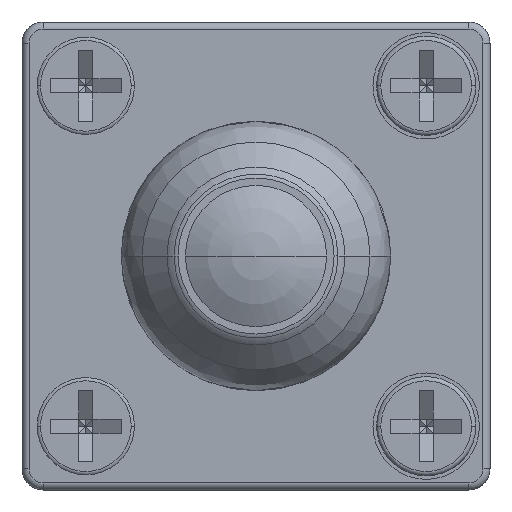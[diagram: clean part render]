
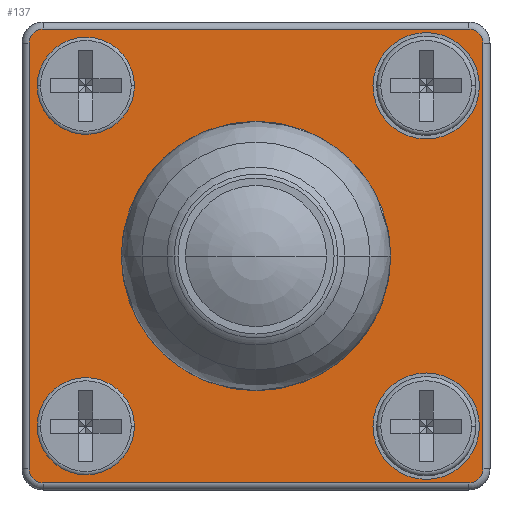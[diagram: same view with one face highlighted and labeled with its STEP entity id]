
A CAD part, front view. The second image highlights one B-rep face of the part: STEP entity #137.
In plain terms, the highlighted planar face has unit normal (0, -1, 0).
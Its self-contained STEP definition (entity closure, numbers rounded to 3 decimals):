
#137=ADVANCED_FACE('',(#576,#577,#578,#579,#580,#581),#582,.T.);
#576=FACE_OUTER_BOUND('',#1439,.T.);
#577=FACE_BOUND('',#1440,.T.);
#578=FACE_BOUND('',#1441,.T.);
#579=FACE_BOUND('',#1442,.T.);
#580=FACE_BOUND('',#1443,.T.);
#581=FACE_BOUND('',#1444,.T.);
#582=PLANE('',#1445);
#1439=EDGE_LOOP('',(#2614,#2615,#2616,#2617,#2618,#2619,#2620,#2621));
#1440=EDGE_LOOP('',(#2622,#2623));
#1441=EDGE_LOOP('',(#2624,#2625));
#1442=EDGE_LOOP('',(#2626,#2627));
#1443=EDGE_LOOP('',(#2628,#2629));
#1444=EDGE_LOOP('',(#2630,#2631));
#1445=AXIS2_PLACEMENT_3D('',#2632,#2633,#2634);
#2614=ORIENTED_EDGE('',*,*,#5364,.T.);
#2615=ORIENTED_EDGE('',*,*,#5423,.F.);
#2616=ORIENTED_EDGE('',*,*,#5407,.T.);
#2617=ORIENTED_EDGE('',*,*,#5405,.F.);
#2618=ORIENTED_EDGE('',*,*,#5424,.T.);
#2619=ORIENTED_EDGE('',*,*,#5425,.F.);
#2620=ORIENTED_EDGE('',*,*,#5426,.T.);
#2621=ORIENTED_EDGE('',*,*,#5366,.F.);
#2622=ORIENTED_EDGE('',*,*,#5427,.F.);
#2623=ORIENTED_EDGE('',*,*,#5428,.F.);
#2624=ORIENTED_EDGE('',*,*,#5429,.F.);
#2625=ORIENTED_EDGE('',*,*,#5430,.F.);
#2626=ORIENTED_EDGE('',*,*,#5431,.F.);
#2627=ORIENTED_EDGE('',*,*,#5432,.F.);
#2628=ORIENTED_EDGE('',*,*,#5433,.F.);
#2629=ORIENTED_EDGE('',*,*,#5434,.F.);
#2630=ORIENTED_EDGE('',*,*,#5435,.F.);
#2631=ORIENTED_EDGE('',*,*,#5436,.F.);
#2632=CARTESIAN_POINT('',(-16.5,0.0,0.0));
#2633=DIRECTION('',(0.0,-1.0,0.0));
#2634=DIRECTION('',(0.0,0.0,-1.0));
#5364=EDGE_CURVE('',#6271,#6269,#6272,.T.);
#5366=EDGE_CURVE('',#6271,#6274,#6275,.T.);
#5405=EDGE_CURVE('',#6338,#6340,#6341,.T.);
#5407=EDGE_CURVE('',#6343,#6340,#6344,.T.);
#5423=EDGE_CURVE('',#6343,#6269,#6367,.T.);
#5424=EDGE_CURVE('',#6338,#6368,#6369,.T.);
#5425=EDGE_CURVE('',#6370,#6368,#6371,.T.);
#5426=EDGE_CURVE('',#6370,#6274,#6372,.T.);
#5427=EDGE_CURVE('',#6373,#6374,#6375,.T.);
#5428=EDGE_CURVE('',#6374,#6373,#6376,.T.);
#5429=EDGE_CURVE('',#6377,#6378,#6379,.T.);
#5430=EDGE_CURVE('',#6378,#6377,#6380,.T.);
#5431=EDGE_CURVE('',#6381,#6382,#6383,.T.);
#5432=EDGE_CURVE('',#6382,#6381,#6384,.T.);
#5433=EDGE_CURVE('',#6385,#6386,#6387,.T.);
#5434=EDGE_CURVE('',#6386,#6385,#6388,.T.);
#5435=EDGE_CURVE('',#6389,#6390,#6391,.T.);
#5436=EDGE_CURVE('',#6390,#6389,#6392,.T.);
#6269=VERTEX_POINT('',#7663);
#6271=VERTEX_POINT('',#7665);
#6272=LINE('',#7666,#7667);
#6274=VERTEX_POINT('',#7669);
#6275=CIRCLE('',#7670,1.);
#6338=VERTEX_POINT('',#7753);
#6340=VERTEX_POINT('',#7755);
#6341=CIRCLE('',#7756,1.);
#6343=VERTEX_POINT('',#7758);
#6344=LINE('',#7759,#7760);
#6367=CIRCLE('',#7793,1.);
#6368=VERTEX_POINT('',#7794);
#6369=LINE('',#7795,#7796);
#6370=VERTEX_POINT('',#7797);
#6371=CIRCLE('',#7798,1.);
#6372=LINE('',#7799,#7800);
#6373=VERTEX_POINT('',#7801);
#6374=VERTEX_POINT('',#7802);
#6375=CIRCLE('',#7803,3.75);
#6376=CIRCLE('',#7804,3.75);
#6377=VERTEX_POINT('',#7805);
#6378=VERTEX_POINT('',#7806);
#6379=CIRCLE('',#7807,3.425);
#6380=CIRCLE('',#7808,3.425);
#6381=VERTEX_POINT('',#7809);
#6382=VERTEX_POINT('',#7810);
#6383=CIRCLE('',#7811,3.75);
#6384=CIRCLE('',#7812,3.75);
#6385=VERTEX_POINT('',#7813);
#6386=VERTEX_POINT('',#7814);
#6387=CIRCLE('',#7815,3.425);
#6388=CIRCLE('',#7816,3.425);
#6389=VERTEX_POINT('',#7817);
#6390=VERTEX_POINT('',#7818);
#6391=CIRCLE('',#7819,9.5);
#6392=CIRCLE('',#7820,9.5);
#7663=CARTESIAN_POINT('',(15.,0.,0.5));
#7665=CARTESIAN_POINT('',(-15.,0.0,0.5));
#7666=CARTESIAN_POINT('',(-15.,0.,0.5));
#7667=VECTOR('',#9513,30.);
#7669=CARTESIAN_POINT('',(-16.0,0.0,1.5));
#7670=AXIS2_PLACEMENT_3D('',#9517,#9518,#9519);
#7753=CARTESIAN_POINT('',(15.,0.,32.5));
#7755=CARTESIAN_POINT('',(16.,0.,31.5));
#7756=AXIS2_PLACEMENT_3D('',#9594,#9595,#9596);
#7758=CARTESIAN_POINT('',(16.,0.,1.5));
#7759=CARTESIAN_POINT('',(16.,0.,1.5));
#7760=VECTOR('',#9600,30.);
#7793=AXIS2_PLACEMENT_3D('',#9626,#9627,#9628);
#7794=CARTESIAN_POINT('',(-15.,0.,32.5));
#7795=CARTESIAN_POINT('',(15.,0.,32.5));
#7796=VECTOR('',#9629,30.);
#7797=CARTESIAN_POINT('',(-16.,0.,31.5));
#7798=AXIS2_PLACEMENT_3D('',#9630,#9631,#9632);
#7799=CARTESIAN_POINT('',(-16.,0.,31.5));
#7800=VECTOR('',#9633,30.);
#7801=CARTESIAN_POINT('',(8.25,0.0,28.5));
#7802=CARTESIAN_POINT('',(15.75,0.0,28.5));
#7803=AXIS2_PLACEMENT_3D('',#9634,#9635,#9636);
#7804=AXIS2_PLACEMENT_3D('',#9637,#9638,#9639);
#7805=CARTESIAN_POINT('',(-8.575,0.0,28.5));
#7806=CARTESIAN_POINT('',(-15.425,0.0,28.5));
#7807=AXIS2_PLACEMENT_3D('',#9640,#9641,#9642);
#7808=AXIS2_PLACEMENT_3D('',#9643,#9644,#9645);
#7809=CARTESIAN_POINT('',(15.75,0.0,4.5));
#7810=CARTESIAN_POINT('',(8.25,0.0,4.5));
#7811=AXIS2_PLACEMENT_3D('',#9646,#9647,#9648);
#7812=AXIS2_PLACEMENT_3D('',#9649,#9650,#9651);
#7813=CARTESIAN_POINT('',(-15.425,0.0,4.5));
#7814=CARTESIAN_POINT('',(-8.575,0.0,4.5));
#7815=AXIS2_PLACEMENT_3D('',#9652,#9653,#9654);
#7816=AXIS2_PLACEMENT_3D('',#9655,#9656,#9657);
#7817=CARTESIAN_POINT('',(0.0,0.,26.0));
#7818=CARTESIAN_POINT('',(0.0,0.,7.0));
#7819=AXIS2_PLACEMENT_3D('',#9658,#9659,#9660);
#7820=AXIS2_PLACEMENT_3D('',#9661,#9662,#9663);
#9513=DIRECTION('',(1.0,0.0,0.));
#9517=CARTESIAN_POINT('',(-15.0,0.,1.5));
#9518=DIRECTION('',(0.0,1.0,0.0));
#9519=DIRECTION('',(0.,0.0,-1.));
#9594=CARTESIAN_POINT('',(15.0,0.,31.5));
#9595=DIRECTION('',(0.0,1.0,0.0));
#9596=DIRECTION('',(0.,0.0,1.));
#9600=DIRECTION('',(0.,0.0,1.0));
#9626=CARTESIAN_POINT('',(15.0,0.,1.5));
#9627=DIRECTION('',(-0.0,1.0,0.0));
#9628=DIRECTION('',(1.,0.0,0.));
#9629=DIRECTION('',(-1.0,0.0,0.));
#9630=CARTESIAN_POINT('',(-15.0,0.,31.5));
#9631=DIRECTION('',(0.0,1.0,0.0));
#9632=DIRECTION('',(-1.,0.0,0.));
#9633=DIRECTION('',(0.,0.0,-1.0));
#9634=CARTESIAN_POINT('',(12.0,0.0,28.5));
#9635=DIRECTION('',(0.0,-1.0,0.0));
#9636=DIRECTION('',(-1.0,0.0,0.0));
#9637=CARTESIAN_POINT('',(12.0,0.0,28.5));
#9638=DIRECTION('',(0.0,-1.0,0.0));
#9639=DIRECTION('',(1.0,0.0,0.0));
#9640=CARTESIAN_POINT('',(-12.0,0.0,28.5));
#9641=DIRECTION('',(0.0,-1.0,0.0));
#9642=DIRECTION('',(1.0,0.0,0.0));
#9643=CARTESIAN_POINT('',(-12.0,0.0,28.5));
#9644=DIRECTION('',(0.0,-1.0,0.0));
#9645=DIRECTION('',(-1.0,0.0,0.0));
#9646=CARTESIAN_POINT('',(12.0,0.0,4.5));
#9647=DIRECTION('',(0.0,-1.0,0.0));
#9648=DIRECTION('',(1.0,0.0,0.0));
#9649=CARTESIAN_POINT('',(12.0,0.0,4.5));
#9650=DIRECTION('',(0.0,-1.0,0.0));
#9651=DIRECTION('',(-1.0,0.0,0.0));
#9652=CARTESIAN_POINT('',(-12.0,0.0,4.5));
#9653=DIRECTION('',(0.0,-1.0,0.0));
#9654=DIRECTION('',(-1.0,0.0,0.0));
#9655=CARTESIAN_POINT('',(-12.0,0.0,4.5));
#9656=DIRECTION('',(0.0,-1.0,0.0));
#9657=DIRECTION('',(1.0,0.0,0.0));
#9658=CARTESIAN_POINT('',(0.0,0.,16.5));
#9659=DIRECTION('',(0.0,-1.0,0.0));
#9660=DIRECTION('',(0.0,0.0,1.0));
#9661=CARTESIAN_POINT('',(0.0,0.,16.5));
#9662=DIRECTION('',(0.0,-1.0,0.0));
#9663=DIRECTION('',(0.0,0.0,-1.0));
